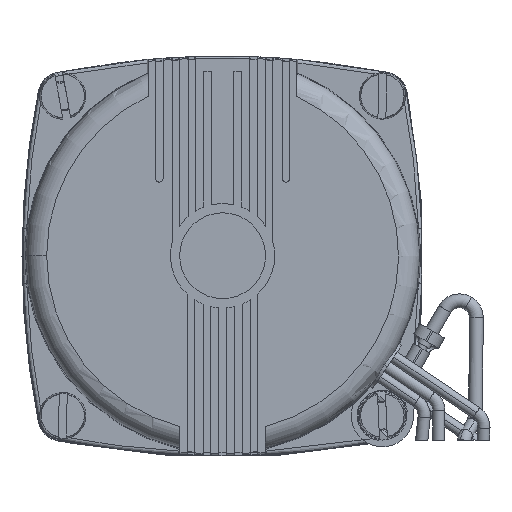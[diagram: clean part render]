
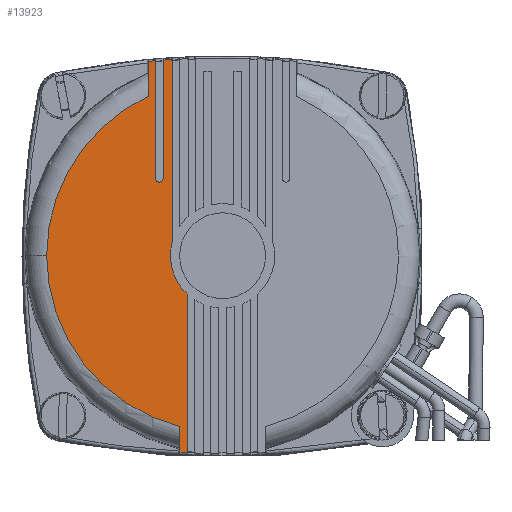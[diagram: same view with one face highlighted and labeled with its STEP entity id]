
A CAD part, top view. The second image highlights one B-rep face of the part: STEP entity #13923.
In plain terms, the highlighted planar face has unit normal (0, 0, 1).
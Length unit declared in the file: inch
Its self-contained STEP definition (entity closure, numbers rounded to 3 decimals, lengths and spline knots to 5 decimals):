
#168 = CARTESIAN_POINT ( 'NONE',  ( -0.44119, 0.94824, 3.009 ) ) ;
#354 = EDGE_CURVE ( 'NONE', #21004, #22301, #6538, .T. ) ;
#556 = DIRECTION ( 'NONE',  ( 0., 0., 1. ) ) ;
#695 = VERTEX_POINT ( 'NONE', #13920 ) ;
#819 = CARTESIAN_POINT ( 'NONE',  ( -0.354, 0.4595, 3.009 ) ) ;
#1090 = CARTESIAN_POINT ( 'NONE',  ( -0.44119, 1.1555, 3.009 ) ) ;
#1289 = CIRCLE ( 'NONE', #1392, 0.31 ) ;
#1392 = AXIS2_PLACEMENT_3D ( 'NONE', #2197, #14174, #3901 ) ;
#1619 = EDGE_CURVE ( 'NONE', #695, #14101, #7897, .T. ) ;
#1658 = VERTEX_POINT ( 'NONE', #14041 ) ;
#1926 = CARTESIAN_POINT ( 'NONE',  ( -0.2995, 0., 3.009 ) ) ;
#2003 = FACE_OUTER_BOUND ( 'NONE', #13029, .T. ) ;
#2197 = CARTESIAN_POINT ( 'NONE',  ( 0., 0., 3.009 ) ) ;
#2553 = CARTESIAN_POINT ( 'NONE',  ( -0.21, -1.17062, 3.009 ) ) ;
#2968 = CARTESIAN_POINT ( 'NONE',  ( -0.21, -0.22804, 3.009 ) ) ;
#3901 = DIRECTION ( 'NONE',  ( 1., 0., 0. ) ) ;
#3907 = CIRCLE ( 'NONE', #4444, 1.04586 ) ;
#3950 = VERTEX_POINT ( 'NONE', #1090 ) ;
#4106 = CIRCLE ( 'NONE', #16618, 1.04586 ) ;
#4444 = AXIS2_PLACEMENT_3D ( 'NONE', #19566, #9240, #21304 ) ;
#4683 = CARTESIAN_POINT ( 'NONE',  ( -0.25319, 1.9075, 3.009 ) ) ;
#4902 = DIRECTION ( 'NONE',  ( 0., 1., 0. ) ) ;
#4994 = EDGE_CURVE ( 'NONE', #13956, #21004, #15340, .T. ) ;
#5156 = EDGE_CURVE ( 'NONE', #6702, #6022, #15938, .T. ) ;
#6022 = VERTEX_POINT ( 'NONE', #19935 ) ;
#6028 = CARTESIAN_POINT ( 'NONE',  ( -0.2995, 1.16605, 3.009 ) ) ;
#6538 = CIRCLE ( 'NONE', #17455, 0.022 ) ;
#6580 = B_SPLINE_CURVE_WITH_KNOTS ( 'NONE', 3,
 ( #6028, #14579, #21571, #11216 ),
 .UNSPECIFIED., .F., .F.,
 ( 4, 4 ),
 ( 0.01883, 0.02021 ),
 .UNSPECIFIED. ) ;
#6702 = VERTEX_POINT ( 'NONE', #13577 ) ;
#7638 = DIRECTION ( 'NONE',  ( 0., 0., -1. ) ) ;
#7828 = DIRECTION ( 'NONE',  ( 0., 0., -1. ) ) ;
#7897 = LINE ( 'NONE', #4683, #8107 ) ;
#8066 = CARTESIAN_POINT ( 'NONE',  ( -0.354, 0., 3.009 ) ) ;
#8107 = VECTOR ( 'NONE', #4902, 39.37008 ) ;
#8237 = CARTESIAN_POINT ( 'NONE',  ( -0.44119, 1.1555, 3.009 ) ) ;
#8514 = DIRECTION ( 'NONE',  ( 0., -1., 0. ) ) ;
#8579 = CARTESIAN_POINT ( 'NONE',  ( -1.04586, 0., 3.009 ) ) ;
#8673 = CARTESIAN_POINT ( 'NONE',  ( -0.398, 1.15915, 3.009 ) ) ;
#8856 = EDGE_CURVE ( 'NONE', #18032, #1658, #18784, .T. ) ;
#8983 = EDGE_CURVE ( 'NONE', #12879, #22301, #17808, .T. ) ;
#9240 = DIRECTION ( 'NONE',  ( 0., 0., 1. ) ) ;
#9737 = EDGE_CURVE ( 'NONE', #21707, #3950, #13356, .T. ) ;
#9908 = CARTESIAN_POINT ( 'NONE',  ( -0.398, 1.15915, 3.009 ) ) ;
#10167 = VERTEX_POINT ( 'NONE', #8579 ) ;
#10220 = EDGE_CURVE ( 'NONE', #695, #1658, #12977, .T. ) ;
#10833 = CARTESIAN_POINT ( 'NONE',  ( 0., 0., 3.009 ) ) ;
#11095 = CARTESIAN_POINT ( 'NONE',  ( -0.376, 0.4595, 3.009 ) ) ;
#11182 = EDGE_CURVE ( 'NONE', #6702, #13956, #6580, .T. ) ;
#11216 = CARTESIAN_POINT ( 'NONE',  ( -0.354, 1.16247, 3.009 ) ) ;
#11790 = CARTESIAN_POINT ( 'NONE',  ( -0.25319, -1.01474, 3.009 ) ) ;
#12235 = CARTESIAN_POINT ( 'NONE',  ( -0.25319, -1.16862, 3.009 ) ) ;
#12542 = DIRECTION ( 'NONE',  ( -1., 0., 0. ) ) ;
#12832 = CARTESIAN_POINT ( 'NONE',  ( -0.2244, -1.17002, 3.009 ) ) ;
#12879 = VERTEX_POINT ( 'NONE', #8673 ) ;
#12977 = B_SPLINE_CURVE_WITH_KNOTS ( 'NONE', 3,
 ( #12235, #20851, #12832, #2553 ),
 .UNSPECIFIED., .F., .F.,
 ( 4, 4 ),
 ( 0., 0.0011 ),
 .UNSPECIFIED. ) ;
#13029 = EDGE_LOOP ( 'NONE', ( #21627, #21453, #22215, #22258, #15710, #15143, #14744, #20075, #20098, #19755, #14315, #13684, #13070 ) ) ;
#13070 = ORIENTED_EDGE ( 'NONE', *, *, #1619, .F. ) ;
#13335 = VECTOR ( 'NONE', #17213, 39.37008 ) ;
#13356 = LINE ( 'NONE', #13680, #13335 ) ;
#13577 = CARTESIAN_POINT ( 'NONE',  ( -0.2995, 1.16605, 3.009 ) ) ;
#13680 = CARTESIAN_POINT ( 'NONE',  ( -0.44119, 1.9075, 3.009 ) ) ;
#13684 = ORIENTED_EDGE ( 'NONE', *, *, #20394, .T. ) ;
#13920 = CARTESIAN_POINT ( 'NONE',  ( -0.25319, -1.16862, 3.009 ) ) ;
#13923 = ADVANCED_FACE ( 'NONE', ( #2003 ), #16422, .F. ) ;
#13956 = VERTEX_POINT ( 'NONE', #21637 ) ;
#14041 = CARTESIAN_POINT ( 'NONE',  ( -0.21, -1.17062, 3.009 ) ) ;
#14101 = VERTEX_POINT ( 'NONE', #11790 ) ;
#14174 = DIRECTION ( 'NONE',  ( 0., 0., 1. ) ) ;
#14315 = ORIENTED_EDGE ( 'NONE', *, *, #15224, .T. ) ;
#14579 = CARTESIAN_POINT ( 'NONE',  ( -0.31767, 1.16495, 3.009 ) ) ;
#14744 = ORIENTED_EDGE ( 'NONE', *, *, #354, .T. ) ;
#15062 = CARTESIAN_POINT ( 'NONE',  ( -0.398, 0.4595, 3.009 ) ) ;
#15143 = ORIENTED_EDGE ( 'NONE', *, *, #4994, .T. ) ;
#15224 = EDGE_CURVE ( 'NONE', #21707, #10167, #4106, .T. ) ;
#15340 = LINE ( 'NONE', #8066, #15366 ) ;
#15366 = VECTOR ( 'NONE', #16667, 39.37008 ) ;
#15638 = DIRECTION ( 'NONE',  ( 0., -1., 0. ) ) ;
#15710 = ORIENTED_EDGE ( 'NONE', *, *, #11182, .T. ) ;
#15869 = VECTOR ( 'NONE', #15638, 39.37008 ) ;
#15938 = LINE ( 'NONE', #1926, #15869 ) ;
#16297 = DIRECTION ( 'NONE',  ( 1., 0., 0. ) ) ;
#16422 = PLANE ( 'NONE',  #16451 ) ;
#16451 = AXIS2_PLACEMENT_3D ( 'NONE', #21565, #7828, #19892 ) ;
#16618 = AXIS2_PLACEMENT_3D ( 'NONE', #10833, #556, #12542 ) ;
#16667 = DIRECTION ( 'NONE',  ( 0., -1., 0. ) ) ;
#16850 = CARTESIAN_POINT ( 'NONE',  ( -0.4124, 1.158, 3.009 ) ) ;
#17197 = CARTESIAN_POINT ( 'NONE',  ( -0.398, 0., 3.009 ) ) ;
#17213 = DIRECTION ( 'NONE',  ( 0., 1., 0. ) ) ;
#17455 = AXIS2_PLACEMENT_3D ( 'NONE', #11095, #7638, #16297 ) ;
#17748 = VECTOR ( 'NONE', #8514, 39.37008 ) ;
#17808 = LINE ( 'NONE', #17197, #17748 ) ;
#18032 = VERTEX_POINT ( 'NONE', #22347 ) ;
#18343 = VECTOR ( 'NONE', #20201, 39.37008 ) ;
#18551 = CARTESIAN_POINT ( 'NONE',  ( -0.4268, 1.15678, 3.009 ) ) ;
#18675 = EDGE_CURVE ( 'NONE', #6022, #18032, #1289, .T. ) ;
#18784 = LINE ( 'NONE', #2968, #18343 ) ;
#18897 = B_SPLINE_CURVE_WITH_KNOTS ( 'NONE', 3,
 ( #9908, #16850, #18551, #8237 ),
 .UNSPECIFIED., .F., .F.,
 ( 4, 4 ),
 ( 0.02133, 0.02243 ),
 .UNSPECIFIED. ) ;
#19566 = CARTESIAN_POINT ( 'NONE',  ( 0., 0., 3.009 ) ) ;
#19755 = ORIENTED_EDGE ( 'NONE', *, *, #9737, .F. ) ;
#19892 = DIRECTION ( 'NONE',  ( -1., 0., 0. ) ) ;
#19935 = CARTESIAN_POINT ( 'NONE',  ( -0.2995, 0.08, 3.009 ) ) ;
#20075 = ORIENTED_EDGE ( 'NONE', *, *, #8983, .F. ) ;
#20098 = ORIENTED_EDGE ( 'NONE', *, *, #22313, .T. ) ;
#20201 = DIRECTION ( 'NONE',  ( 0., -1., 0. ) ) ;
#20394 = EDGE_CURVE ( 'NONE', #10167, #14101, #3907, .T. ) ;
#20851 = CARTESIAN_POINT ( 'NONE',  ( -0.2388, -1.16935, 3.009 ) ) ;
#21004 = VERTEX_POINT ( 'NONE', #819 ) ;
#21304 = DIRECTION ( 'NONE',  ( -1., 0., 0. ) ) ;
#21453 = ORIENTED_EDGE ( 'NONE', *, *, #8856, .F. ) ;
#21565 = CARTESIAN_POINT ( 'NONE',  ( -1.9075, 1.9075, 3.009 ) ) ;
#21571 = CARTESIAN_POINT ( 'NONE',  ( -0.33584, 1.16376, 3.009 ) ) ;
#21627 = ORIENTED_EDGE ( 'NONE', *, *, #10220, .T. ) ;
#21637 = CARTESIAN_POINT ( 'NONE',  ( -0.354, 1.16247, 3.009 ) ) ;
#21707 = VERTEX_POINT ( 'NONE', #168 ) ;
#22215 = ORIENTED_EDGE ( 'NONE', *, *, #18675, .F. ) ;
#22258 = ORIENTED_EDGE ( 'NONE', *, *, #5156, .F. ) ;
#22301 = VERTEX_POINT ( 'NONE', #15062 ) ;
#22313 = EDGE_CURVE ( 'NONE', #12879, #3950, #18897, .T. ) ;
#22347 = CARTESIAN_POINT ( 'NONE',  ( -0.21, -0.22804, 3.009 ) ) ;
